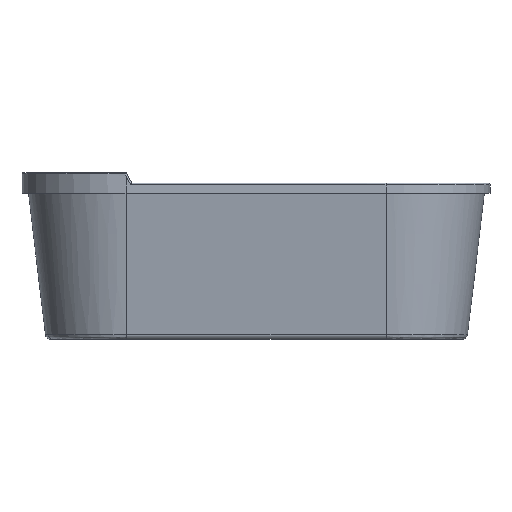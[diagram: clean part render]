
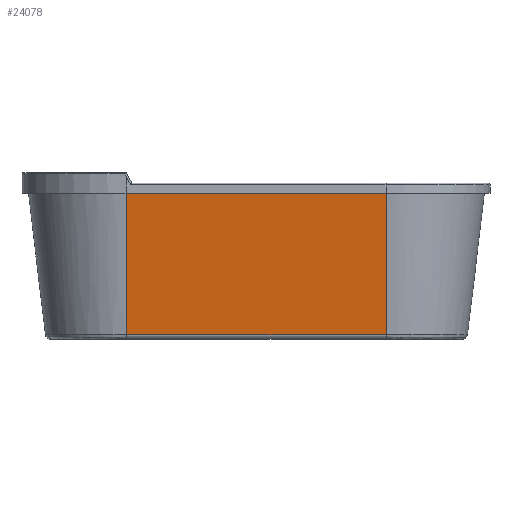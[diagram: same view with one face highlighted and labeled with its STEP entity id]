
A CAD part, front view. The second image highlights one B-rep face of the part: STEP entity #24078.
In plain terms, the highlighted planar face has unit normal (0, -0.993, -0.118).
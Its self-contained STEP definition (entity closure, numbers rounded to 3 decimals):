
#23668=CARTESIAN_POINT('',(343.912,-846.496,-33.));
#23669=VERTEX_POINT('',#23668);
#23695=CARTESIAN_POINT('',(1343.912,-846.496,-33.));
#23696=VERTEX_POINT('',#23695);
#23697=CARTESIAN_POINT('',(1343.912,-846.496,-33.));
#23698=DIRECTION('',(-1.0,0.0,0.0));
#23699=VECTOR('',#23698,1000.0);
#23700=LINE('',#23697,#23699);
#23701=EDGE_CURVE('',#23696,#23669,#23700,.T.);
#23971=CARTESIAN_POINT('',(1343.912,-777.497,-615.353));
#23972=VERTEX_POINT('',#23971);
#23973=CARTESIAN_POINT('',(1343.912,-777.497,-615.353));
#23974=DIRECTION('',(0.0,-0.118,0.993));
#23975=VECTOR('',#23974,586.427);
#23976=LINE('',#23973,#23975);
#23977=EDGE_CURVE('',#23972,#23696,#23976,.T.);
#24055=CARTESIAN_POINT('',(1343.912,-775.406,-633.0));
#24056=DIRECTION('',(0.0,0.993,0.118));
#24057=DIRECTION('',(0.0,-0.118,0.993));
#24058=AXIS2_PLACEMENT_3D('',#24055,#24056,#24057);
#24059=PLANE('',#24058);
#24060=ORIENTED_EDGE('',*,*,#23701,.T.);
#24061=CARTESIAN_POINT('',(343.912,-777.497,-615.353));
#24062=VERTEX_POINT('',#24061);
#24063=CARTESIAN_POINT('',(343.912,-777.497,-615.353));
#24064=DIRECTION('',(0.0,-0.118,0.993));
#24065=VECTOR('',#24064,586.427);
#24066=LINE('',#24063,#24065);
#24067=EDGE_CURVE('',#24062,#23669,#24066,.T.);
#24068=ORIENTED_EDGE('',*,*,#24067,.F.);
#24069=CARTESIAN_POINT('',(1343.912,-777.497,-615.353));
#24070=DIRECTION('',(-1.0,0.0,0.0));
#24071=VECTOR('',#24070,1000.0);
#24072=LINE('',#24069,#24071);
#24073=EDGE_CURVE('',#23972,#24062,#24072,.T.);
#24074=ORIENTED_EDGE('',*,*,#24073,.F.);
#24075=ORIENTED_EDGE('',*,*,#23977,.T.);
#24076=EDGE_LOOP('',(#24060,#24068,#24074,#24075));
#24077=FACE_OUTER_BOUND('',#24076,.T.);
#24078=ADVANCED_FACE('',(#24077),#24059,.F.);
